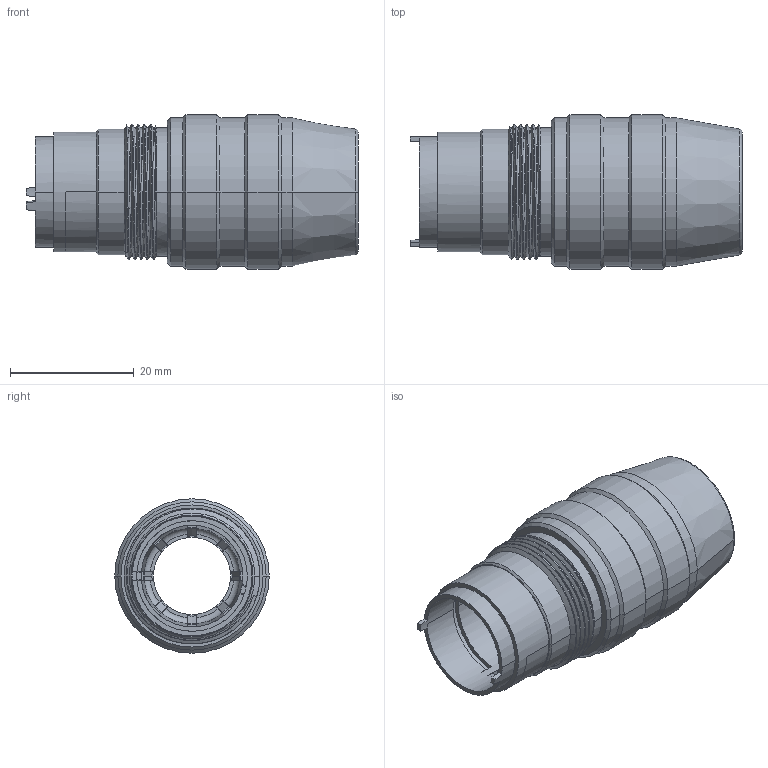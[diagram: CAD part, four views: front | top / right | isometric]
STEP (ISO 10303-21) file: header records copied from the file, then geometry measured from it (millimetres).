
FILE_DESCRIPTION((''),'2;1');
FILE_NAME('13303P1_SW0002','2013-05-16T',('dietmarkarcher'),('NET'),'PRO/ENGINEER BY PARAMETRIC TECHNOLOGY CORPORATION, 2010280','PRO/ENGINEER BY PARAMETRIC TECHNOLOGY CORPORATION, 2010280','');
FILE_SCHEMA(('AUTOMOTIVE_DESIGN_CC2 { 1 2 10303 214 -1 1 5 2 }'));
Length unit declared in the file: millimetre
Products named in the file (1): 13303P1_SW0002
Bounding box: 53.76 x 25 x 25 mm (x, y, z)
Volume: 9518.9 mm3; surface area: 10995.3 mm2
Topology: 2 solids, 2 shells, 250 faces, 644 edges, 404 vertices
Faces by surface type: cone 74, cylinder 70, plane 70, torus 30, bspline 6
Entity records: 10293 total; most frequent: CARTESIAN_POINT 4357, ORIENTED_EDGE 1288, DIRECTION 1204, EDGE_CURVE 644, AXIS2_PLACEMENT_3D 502, VERTEX_POINT 404, EDGE_LOOP 260, CIRCLE 258
